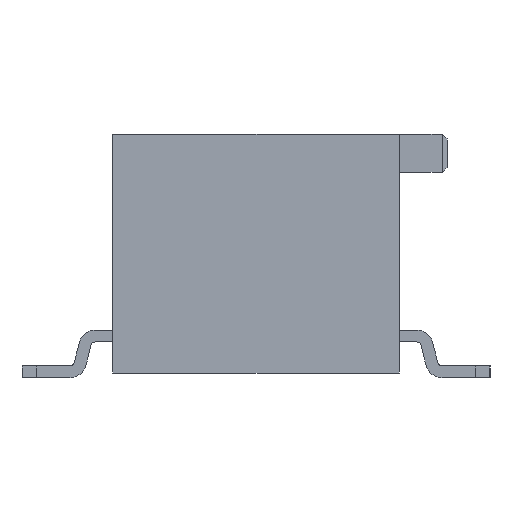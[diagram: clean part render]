
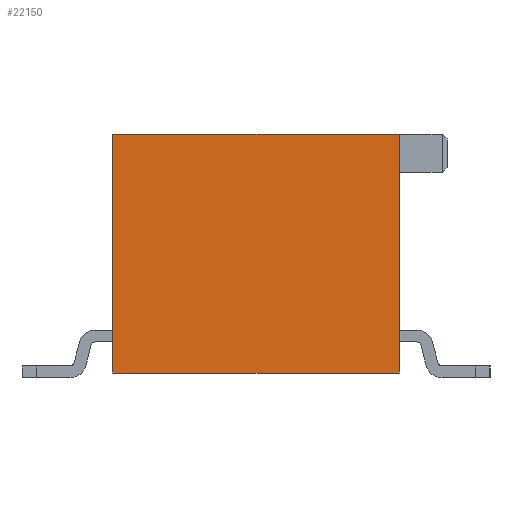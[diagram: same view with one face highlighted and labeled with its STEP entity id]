
A CAD part, left-side view. The second image highlights one B-rep face of the part: STEP entity #22150.
In plain terms, the highlighted planar face has unit normal (-1, 0, 0).
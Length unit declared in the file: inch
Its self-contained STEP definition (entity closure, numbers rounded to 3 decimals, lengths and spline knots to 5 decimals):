
#21705=CARTESIAN_POINT('',(-0.52756,-0.11811,0.19685));
#21706=VERTEX_POINT('',#21705);
#21713=CARTESIAN_POINT('',(-0.52756,-0.11811,0.0));
#21714=VERTEX_POINT('',#21713);
#21715=CARTESIAN_POINT('',(-0.52756,-0.11811,0.19685));
#21716=DIRECTION('',(0.0,0.0,-1.0));
#21717=VECTOR('',#21716,0.19685);
#21718=LINE('',#21715,#21717);
#21719=EDGE_CURVE('',#21706,#21714,#21718,.T.);
#22120=CARTESIAN_POINT('',(-0.52756,-0.12992,-0.00984));
#22121=DIRECTION('',(1.0,0.0,0.0));
#22122=DIRECTION('',(0.0,0.0,-1.0));
#22123=AXIS2_PLACEMENT_3D('',#22120,#22121,#22122);
#22124=PLANE('',#22123);
#22125=CARTESIAN_POINT('',(-0.52756,0.11811,0.0));
#22126=VERTEX_POINT('',#22125);
#22127=CARTESIAN_POINT('',(-0.52756,0.11811,0.19685));
#22128=VERTEX_POINT('',#22127);
#22129=CARTESIAN_POINT('',(-0.52756,0.11811,0.0));
#22130=DIRECTION('',(0.0,0.0,1.0));
#22131=VECTOR('',#22130,0.19685);
#22132=LINE('',#22129,#22131);
#22133=EDGE_CURVE('',#22126,#22128,#22132,.T.);
#22134=ORIENTED_EDGE('',*,*,#22133,.F.);
#22135=CARTESIAN_POINT('',(-0.52756,-0.11811,0.0));
#22136=DIRECTION('',(0.0,1.0,0.0));
#22137=VECTOR('',#22136,0.23622);
#22138=LINE('',#22135,#22137);
#22139=EDGE_CURVE('',#21714,#22126,#22138,.T.);
#22140=ORIENTED_EDGE('',*,*,#22139,.F.);
#22141=ORIENTED_EDGE('',*,*,#21719,.F.);
#22142=CARTESIAN_POINT('',(-0.52756,0.11811,0.19685));
#22143=DIRECTION('',(0.0,-1.0,0.0));
#22144=VECTOR('',#22143,0.23622);
#22145=LINE('',#22142,#22144);
#22146=EDGE_CURVE('',#22128,#21706,#22145,.T.);
#22147=ORIENTED_EDGE('',*,*,#22146,.F.);
#22148=EDGE_LOOP('',(#22134,#22140,#22141,#22147));
#22149=FACE_OUTER_BOUND('',#22148,.T.);
#22150=ADVANCED_FACE('',(#22149),#22124,.F.);
